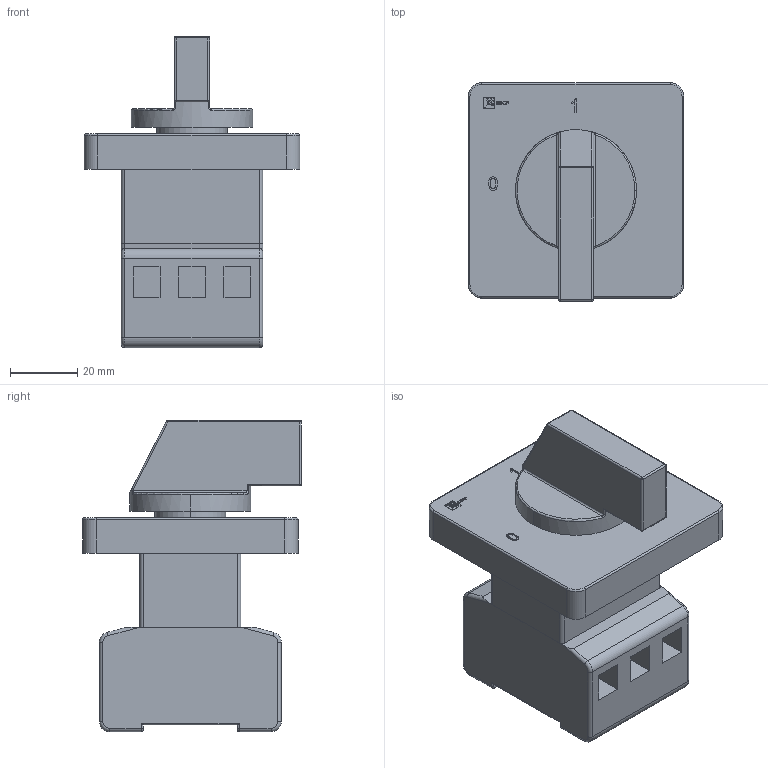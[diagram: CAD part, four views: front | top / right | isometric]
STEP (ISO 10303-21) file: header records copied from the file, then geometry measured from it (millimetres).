
FILE_DESCRIPTION (( 'STEP AP203' ), '1' );
FILE_NAME ('ﾏﾊ-2-13 25ﾀ 3ﾐ (pk-2-13-25).STEP', '2018-09-04T06:51:29', ( '' ), ( '' ), 'SwSTEP 2.0', 'SolidWorks 2017', '' );
FILE_SCHEMA (( 'CONFIG_CONTROL_DESIGN' ));
Length unit declared in the file: millimetre
Products named in the file (1): ﾏﾊ-2-13 25ﾀ 3ﾐ (pk-2-13-25)
Bounding box: 64 x 65 x 92.5 mm (x, y, z)
Volume: 146147 mm3; surface area: 32774.5 mm2
Topology: 2 solids, 2 shells, 396 faces, 1006 edges, 647 vertices
Faces by surface type: plane 212, cylinder 101, torus 43, bspline 34, sphere 6
Entity records: 13426 total; most frequent: CARTESIAN_POINT 3943, ORIENTED_EDGE 2004, DIRECTION 1872, EDGE_CURVE 1002, VERTEX_POINT 647, AXIS2_PLACEMENT_3D 640, VECTOR 592, LINE 592
